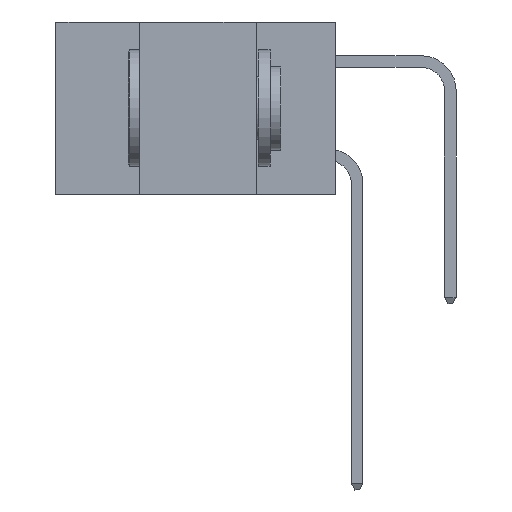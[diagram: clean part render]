
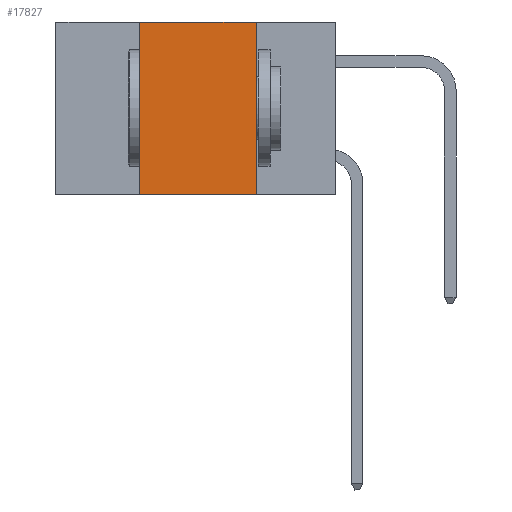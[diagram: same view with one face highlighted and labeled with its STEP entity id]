
A CAD part, left-side view. The second image highlights one B-rep face of the part: STEP entity #17827.
In plain terms, the highlighted planar face has unit normal (-1, 0, 0).
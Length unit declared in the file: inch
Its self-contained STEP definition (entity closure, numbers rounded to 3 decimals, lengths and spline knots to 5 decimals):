
#167 = EDGE_CURVE ( 'NONE', #12412, #3599, #8366, .T. ) ;
#1289 = FACE_OUTER_BOUND ( 'NONE', #10061, .T. ) ;
#1849 = VERTEX_POINT ( 'NONE', #9290 ) ;
#1869 = EDGE_CURVE ( 'NONE', #3599, #1849, #11597, .T. ) ;
#3599 = VERTEX_POINT ( 'NONE', #11666 ) ;
#5581 = ORIENTED_EDGE ( 'NONE', *, *, #9762, .F. ) ;
#7261 = VECTOR ( 'NONE', #15724, 39.37008 ) ;
#7744 = LINE ( 'NONE', #9778, #17038 ) ;
#7864 = AXIS2_PLACEMENT_3D ( 'NONE', #8564, #10534, #23192 ) ;
#7997 = ORIENTED_EDGE ( 'NONE', *, *, #1869, .F. ) ;
#8090 = ORIENTED_EDGE ( 'NONE', *, *, #167, .F. ) ;
#8268 = ORIENTED_EDGE ( 'NONE', *, *, #11052, .T. ) ;
#8366 = LINE ( 'NONE', #22840, #22406 ) ;
#8564 = CARTESIAN_POINT ( 'NONE',  ( 0., 0.6, 0. ) ) ;
#9089 = DIRECTION ( 'NONE',  ( 0., 0., -1. ) ) ;
#9175 = CARTESIAN_POINT ( 'NONE',  ( 0., 0.17, 0. ) ) ;
#9290 = CARTESIAN_POINT ( 'NONE',  ( 0., 0.17, -0.37 ) ) ;
#9762 = EDGE_CURVE ( 'NONE', #11944, #12412, #7744, .T. ) ;
#9778 = CARTESIAN_POINT ( 'NONE',  ( 0., 0.42, 0. ) ) ;
#10061 = EDGE_LOOP ( 'NONE', ( #7997, #8090, #5581, #8268 ) ) ;
#10492 = CARTESIAN_POINT ( 'NONE',  ( 0., 0.42, 0. ) ) ;
#10534 = DIRECTION ( 'NONE',  ( 1., 0., 0. ) ) ;
#11052 = EDGE_CURVE ( 'NONE', #11944, #1849, #21933, .T. ) ;
#11597 = LINE ( 'NONE', #9175, #16387 ) ;
#11666 = CARTESIAN_POINT ( 'NONE',  ( 0., 0.17, 0. ) ) ;
#11704 = DIRECTION ( 'NONE',  ( 0., 0., 1. ) ) ;
#11944 = VERTEX_POINT ( 'NONE', #21519 ) ;
#12124 = CARTESIAN_POINT ( 'NONE',  ( 0., 0.6, -0.37 ) ) ;
#12412 = VERTEX_POINT ( 'NONE', #10492 ) ;
#15724 = DIRECTION ( 'NONE',  ( 0., -1., 0. ) ) ;
#16387 = VECTOR ( 'NONE', #9089, 39.37008 ) ;
#17038 = VECTOR ( 'NONE', #11704, 39.37008 ) ;
#17827 = ADVANCED_FACE ( 'NONE', ( #1289 ), #19560, .F. ) ;
#19280 = DIRECTION ( 'NONE',  ( 0., -1., 0. ) ) ;
#19560 = PLANE ( 'NONE',  #7864 ) ;
#21519 = CARTESIAN_POINT ( 'NONE',  ( 0., 0.42, -0.37 ) ) ;
#21933 = LINE ( 'NONE', #12124, #7261 ) ;
#22406 = VECTOR ( 'NONE', #19280, 39.37008 ) ;
#22840 = CARTESIAN_POINT ( 'NONE',  ( 0., 0.6, 0. ) ) ;
#23192 = DIRECTION ( 'NONE',  ( 0., 0., -1. ) ) ;
